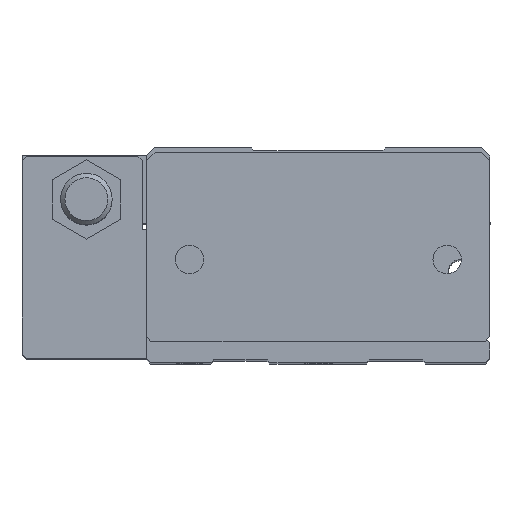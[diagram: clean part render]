
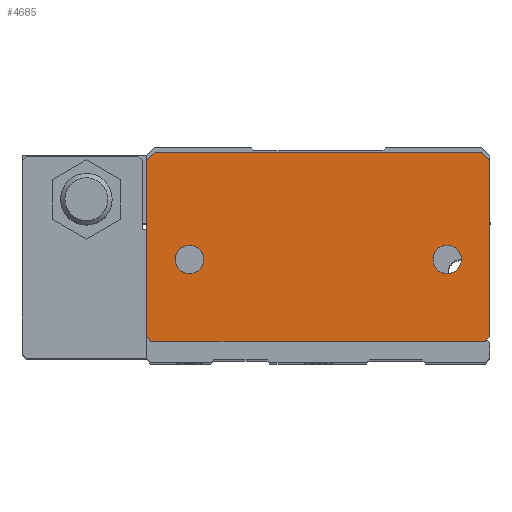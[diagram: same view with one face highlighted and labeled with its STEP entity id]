
A CAD part, top view. The second image highlights one B-rep face of the part: STEP entity #4685.
In plain terms, the highlighted planar face has unit normal (0, 0, 1).
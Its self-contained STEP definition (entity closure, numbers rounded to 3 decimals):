
#61=FACE_BOUND('',#750,.T.);
#62=FACE_BOUND('',#751,.T.);
#246=PLANE('',#5094);
#473=FACE_OUTER_BOUND('',#749,.T.);
#749=EDGE_LOOP('',(#4107,#4108,#4109,#4110,#4111,#4112,#4113,#4114,#4115,
#4116,#4117,#4118));
#750=EDGE_LOOP('',(#4119,#4120));
#751=EDGE_LOOP('',(#4121,#4122));
#1167=LINE('',#7422,#1684);
#1176=LINE('',#7443,#1693);
#1182=LINE('',#7455,#1699);
#1185=LINE('',#7466,#1702);
#1187=LINE('',#7471,#1704);
#1200=LINE('',#7495,#1717);
#1208=LINE('',#7527,#1725);
#1225=LINE('',#7560,#1742);
#1226=LINE('',#7562,#1743);
#1227=LINE('',#7564,#1744);
#1228=LINE('',#7566,#1745);
#1229=LINE('',#7567,#1746);
#1684=VECTOR('',#6040,1000.);
#1693=VECTOR('',#6059,1000.);
#1699=VECTOR('',#6069,1000.);
#1702=VECTOR('',#6080,1000.);
#1704=VECTOR('',#6084,1000.);
#1717=VECTOR('',#6107,1000.);
#1725=VECTOR('',#6141,1000.);
#1742=VECTOR('',#6168,1000.);
#1743=VECTOR('',#6169,1000.);
#1744=VECTOR('',#6170,1000.);
#1745=VECTOR('',#6171,1000.);
#1746=VECTOR('',#6172,1000.);
#1973=CIRCLE('',#5056,1.65);
#1974=CIRCLE('',#5057,1.65);
#1977=CIRCLE('',#5068,1.65);
#1978=CIRCLE('',#5069,1.65);
#2322=VERTEX_POINT('',#7389);
#2323=VERTEX_POINT('',#7391);
#2335=VERTEX_POINT('',#7419);
#2336=VERTEX_POINT('',#7421);
#2342=VERTEX_POINT('',#7439);
#2343=VERTEX_POINT('',#7441);
#2347=VERTEX_POINT('',#7453);
#2348=VERTEX_POINT('',#7457);
#2349=VERTEX_POINT('',#7459);
#2351=VERTEX_POINT('',#7465);
#2352=VERTEX_POINT('',#7469);
#2353=VERTEX_POINT('',#7470);
#2381=VERTEX_POINT('',#7559);
#2382=VERTEX_POINT('',#7561);
#2383=VERTEX_POINT('',#7563);
#2384=VERTEX_POINT('',#7565);
#2905=EDGE_CURVE('',#2322,#2323,#1973,.T.);
#2906=EDGE_CURVE('',#2323,#2322,#1974,.T.);
#2920=EDGE_CURVE('',#2336,#2335,#1167,.T.);
#2931=EDGE_CURVE('',#2343,#2342,#1176,.T.);
#2937=EDGE_CURVE('',#2347,#2343,#1182,.T.);
#2939=EDGE_CURVE('',#2348,#2349,#1977,.T.);
#2940=EDGE_CURVE('',#2349,#2348,#1978,.T.);
#2942=EDGE_CURVE('',#2336,#2351,#1185,.T.);
#2944=EDGE_CURVE('',#2352,#2353,#1187,.T.);
#2957=EDGE_CURVE('',#2353,#2342,#1200,.T.);
#2973=EDGE_CURVE('',#2335,#2352,#1208,.T.);
#2990=EDGE_CURVE('',#2347,#2381,#1225,.T.);
#2991=EDGE_CURVE('',#2381,#2382,#1226,.T.);
#2992=EDGE_CURVE('',#2382,#2383,#1227,.T.);
#2993=EDGE_CURVE('',#2383,#2384,#1228,.T.);
#2994=EDGE_CURVE('',#2351,#2384,#1229,.T.);
#4107=ORIENTED_EDGE('',*,*,#2931,.F.);
#4108=ORIENTED_EDGE('',*,*,#2937,.F.);
#4109=ORIENTED_EDGE('',*,*,#2990,.T.);
#4110=ORIENTED_EDGE('',*,*,#2991,.T.);
#4111=ORIENTED_EDGE('',*,*,#2992,.T.);
#4112=ORIENTED_EDGE('',*,*,#2993,.T.);
#4113=ORIENTED_EDGE('',*,*,#2994,.F.);
#4114=ORIENTED_EDGE('',*,*,#2942,.F.);
#4115=ORIENTED_EDGE('',*,*,#2920,.T.);
#4116=ORIENTED_EDGE('',*,*,#2973,.T.);
#4117=ORIENTED_EDGE('',*,*,#2944,.T.);
#4118=ORIENTED_EDGE('',*,*,#2957,.T.);
#4119=ORIENTED_EDGE('',*,*,#2940,.F.);
#4120=ORIENTED_EDGE('',*,*,#2939,.F.);
#4121=ORIENTED_EDGE('',*,*,#2906,.F.);
#4122=ORIENTED_EDGE('',*,*,#2905,.F.);
#4685=ADVANCED_FACE('',(#473,#61,#62),#246,.T.);
#5056=AXIS2_PLACEMENT_3D('',#7392,#6019,#6020);
#5057=AXIS2_PLACEMENT_3D('',#7393,#6021,#6022);
#5068=AXIS2_PLACEMENT_3D('',#7460,#6073,#6074);
#5069=AXIS2_PLACEMENT_3D('',#7461,#6075,#6076);
#5094=AXIS2_PLACEMENT_3D('',#7558,#6166,#6167);
#6019=DIRECTION('center_axis',(0.,0.,1.));
#6020=DIRECTION('ref_axis',(1.,0.,0.));
#6021=DIRECTION('center_axis',(0.,0.,1.));
#6022=DIRECTION('ref_axis',(1.,0.,0.));
#6040=DIRECTION('',(-1.,0.,0.));
#6059=DIRECTION('',(1.,0.,0.));
#6069=DIRECTION('',(0.,-1.,0.));
#6073=DIRECTION('center_axis',(0.,0.,1.));
#6074=DIRECTION('ref_axis',(1.,0.,0.));
#6075=DIRECTION('center_axis',(0.,0.,1.));
#6076=DIRECTION('ref_axis',(1.,0.,0.));
#6080=DIRECTION('',(0.,1.,0.));
#6084=DIRECTION('',(1.,0.,0.));
#6107=DIRECTION('',(0.707,0.707,0.));
#6141=DIRECTION('',(0.707,-0.707,0.));
#6166=DIRECTION('center_axis',(0.,0.,1.));
#6167=DIRECTION('ref_axis',(1.,0.,0.));
#6168=DIRECTION('',(1.,0.,0.));
#6169=DIRECTION('',(-0.707,0.707,0.));
#6170=DIRECTION('',(-1.,0.,0.));
#6171=DIRECTION('',(-0.707,-0.707,0.));
#6172=DIRECTION('',(-1.,0.,0.));
#7389=CARTESIAN_POINT('',(13.35,9.5,0.));
#7391=CARTESIAN_POINT('',(16.65,9.5,0.));
#7392=CARTESIAN_POINT('Origin',(15.,9.5,0.));
#7393=CARTESIAN_POINT('Origin',(15.,9.5,0.));
#7419=CARTESIAN_POINT('',(-20.,0.5,0.));
#7421=CARTESIAN_POINT('',(-19.999,0.5,0.));
#7422=CARTESIAN_POINT('',(-19.999,0.5,0.));
#7439=CARTESIAN_POINT('',(20.,0.5,0.));
#7441=CARTESIAN_POINT('',(19.999,0.5,0.));
#7443=CARTESIAN_POINT('',(19.999,0.5,0.));
#7453=CARTESIAN_POINT('',(19.999,21.,0.));
#7455=CARTESIAN_POINT('',(19.999,21.,0.));
#7457=CARTESIAN_POINT('',(-16.65,9.5,0.));
#7459=CARTESIAN_POINT('',(-13.35,9.5,0.));
#7460=CARTESIAN_POINT('Origin',(-15.,9.5,0.));
#7461=CARTESIAN_POINT('Origin',(-15.,9.5,0.));
#7465=CARTESIAN_POINT('',(-19.999,21.,0.));
#7466=CARTESIAN_POINT('',(-19.999,21.,0.));
#7469=CARTESIAN_POINT('',(-19.5,0.,0.));
#7470=CARTESIAN_POINT('',(19.5,0.,0.));
#7471=CARTESIAN_POINT('',(-19.5,0.,0.));
#7495=CARTESIAN_POINT('',(19.5,0.,0.));
#7527=CARTESIAN_POINT('',(-20.,0.5,0.));
#7558=CARTESIAN_POINT('Origin',(-30.25,10.75,0.));
#7559=CARTESIAN_POINT('',(20.,21.,0.));
#7560=CARTESIAN_POINT('',(19.999,21.,0.));
#7561=CARTESIAN_POINT('',(19.,22.,0.));
#7562=CARTESIAN_POINT('',(19.,22.,0.));
#7563=CARTESIAN_POINT('',(-19.,22.,0.));
#7564=CARTESIAN_POINT('',(19.,22.,0.));
#7565=CARTESIAN_POINT('',(-20.,21.,0.));
#7566=CARTESIAN_POINT('',(-20.,21.,0.));
#7567=CARTESIAN_POINT('',(-19.999,21.,0.));
